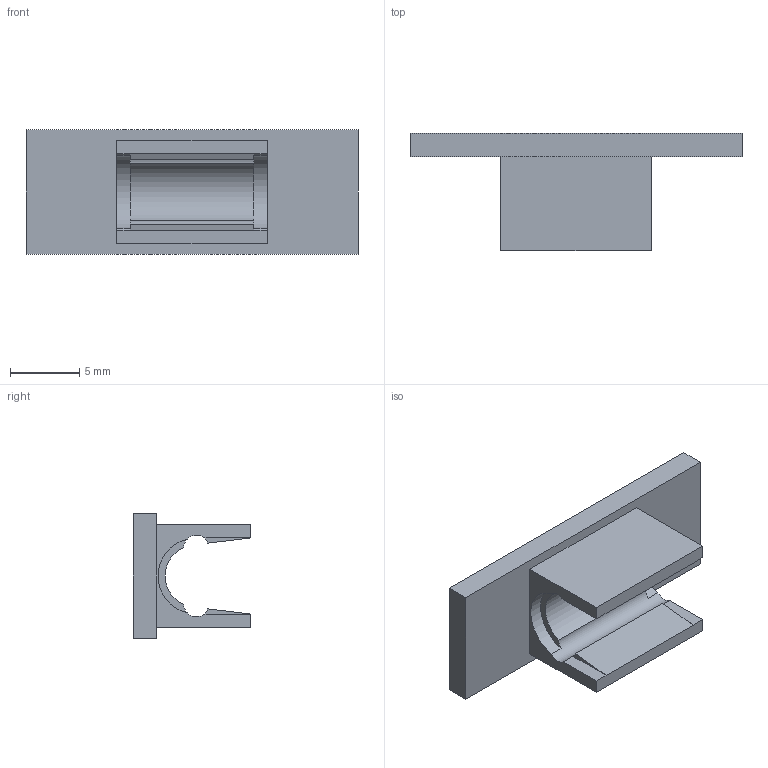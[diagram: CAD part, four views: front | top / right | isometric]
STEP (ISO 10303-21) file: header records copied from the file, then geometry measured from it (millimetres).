
FILE_DESCRIPTION (( 'STEP AP203' ), '1' );
FILE_NAME ('ZH242-CAP.STEP', '2019-09-12T17:02:23', ( '' ), ( '' ), 'SwSTEP 2.0', 'SolidWorks 2012', '' );
FILE_SCHEMA (( 'CONFIG_CONTROL_DESIGN' ));
Length unit declared in the file: millimetre
Products named in the file (1): ZH242-CAP
Bounding box: 24 x 8.5 x 9 mm (x, y, z)
Volume: 591.9 mm3; surface area: 855.3 mm2
Topology: 1 solids, 1 shells, 30 faces, 77 edges, 50 vertices
Faces by surface type: plane 24, cylinder 6
Entity records: 986 total; most frequent: DIRECTION 159, CARTESIAN_POINT 158, ORIENTED_EDGE 154, EDGE_CURVE 77, VECTOR 57, LINE 57, AXIS2_PLACEMENT_3D 51, VERTEX_POINT 50
